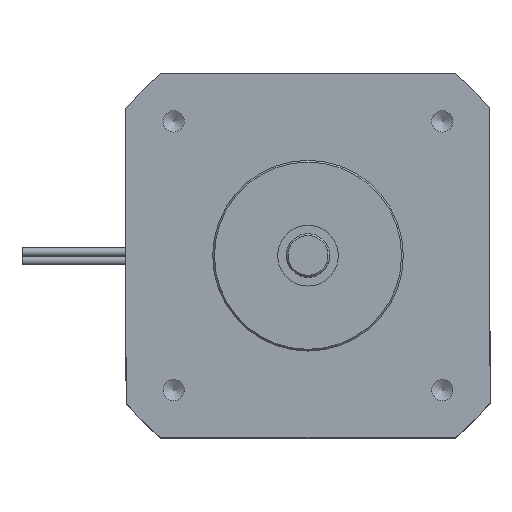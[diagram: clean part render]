
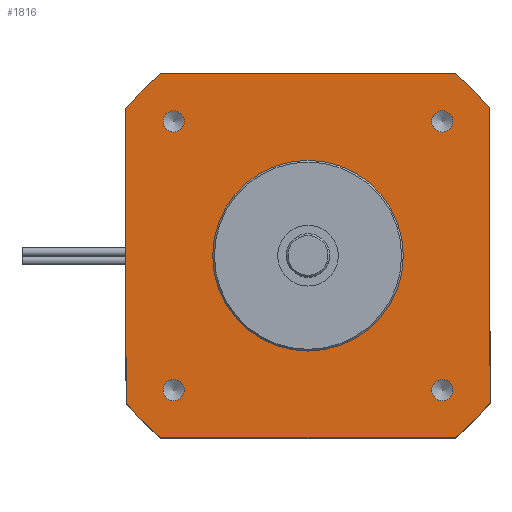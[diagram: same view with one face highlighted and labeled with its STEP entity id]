
A CAD part, top view. The second image highlights one B-rep face of the part: STEP entity #1816.
In plain terms, the highlighted planar face has unit normal (0, 0, 1).
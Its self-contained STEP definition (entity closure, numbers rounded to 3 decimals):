
#967=CARTESIAN_POINT('',(21.,16.971,10.2));
#968=VERTEX_POINT('',#967);
#975=CARTESIAN_POINT('',(21.0,-16.971,10.2));
#976=VERTEX_POINT('',#975);
#977=CARTESIAN_POINT('',(21.,16.971,10.2));
#978=DIRECTION('',(0.0,-1.0,0.0));
#979=VECTOR('',#978,33.941);
#980=LINE('',#977,#979);
#981=EDGE_CURVE('',#968,#976,#980,.T.);
#1123=CARTESIAN_POINT('',(-16.971,21.0,10.2));
#1124=VERTEX_POINT('',#1123);
#1131=CARTESIAN_POINT('',(16.971,21.,10.2));
#1132=VERTEX_POINT('',#1131);
#1133=CARTESIAN_POINT('',(-16.971,21.0,10.2));
#1134=DIRECTION('',(1.0,0.0,0.0));
#1135=VECTOR('',#1134,33.941);
#1136=LINE('',#1133,#1135);
#1137=EDGE_CURVE('',#1124,#1132,#1136,.T.);
#1182=CARTESIAN_POINT('',(11.0,0.,10.2));
#1183=VERTEX_POINT('',#1182);
#1184=CARTESIAN_POINT('',(0.0,0.0,10.2));
#1185=DIRECTION('',(0.0,0.0,-1.0));
#1186=DIRECTION('',(-1.0,0.0,0.0));
#1187=AXIS2_PLACEMENT_3D('',#1184,#1185,#1186);
#1188=CIRCLE('',#1187,11.0);
#1189=EDGE_CURVE('',#1183,#1183,#1188,.T.);
#1392=CARTESIAN_POINT('',(-16.73,-15.5,10.2));
#1393=VERTEX_POINT('',#1392);
#1394=CARTESIAN_POINT('',(-15.5,-15.5,10.2));
#1395=DIRECTION('',(0.0,0.0,-1.0));
#1396=DIRECTION('',(1.0,0.0,0.0));
#1397=AXIS2_PLACEMENT_3D('',#1394,#1395,#1396);
#1398=CIRCLE('',#1397,1.23);
#1399=EDGE_CURVE('',#1393,#1393,#1398,.T.);
#1471=CARTESIAN_POINT('',(14.271,-15.5,10.2));
#1472=VERTEX_POINT('',#1471);
#1473=CARTESIAN_POINT('',(15.5,-15.5,10.2));
#1474=DIRECTION('',(0.0,0.0,-1.0));
#1475=DIRECTION('',(1.0,0.0,0.0));
#1476=AXIS2_PLACEMENT_3D('',#1473,#1474,#1475);
#1477=CIRCLE('',#1476,1.23);
#1478=EDGE_CURVE('',#1472,#1472,#1477,.T.);
#1550=CARTESIAN_POINT('',(-16.729,15.5,10.2));
#1551=VERTEX_POINT('',#1550);
#1552=CARTESIAN_POINT('',(-15.5,15.5,10.2));
#1553=DIRECTION('',(0.0,0.0,-1.0));
#1554=DIRECTION('',(1.0,0.0,0.0));
#1555=AXIS2_PLACEMENT_3D('',#1552,#1553,#1554);
#1556=CIRCLE('',#1555,1.23);
#1557=EDGE_CURVE('',#1551,#1551,#1556,.T.);
#1629=CARTESIAN_POINT('',(14.271,15.5,10.2));
#1630=VERTEX_POINT('',#1629);
#1631=CARTESIAN_POINT('',(15.5,15.5,10.2));
#1632=DIRECTION('',(0.0,0.0,-1.0));
#1633=DIRECTION('',(1.0,0.0,0.0));
#1634=AXIS2_PLACEMENT_3D('',#1631,#1632,#1633);
#1635=CIRCLE('',#1634,1.23);
#1636=EDGE_CURVE('',#1630,#1630,#1635,.T.);
#1649=CARTESIAN_POINT('',(0.0,0.0,10.2));
#1650=DIRECTION('',(0.0,0.0,-1.0));
#1651=DIRECTION('',(0.778,0.629,0.0));
#1652=AXIS2_PLACEMENT_3D('',#1649,#1650,#1651);
#1653=CIRCLE('',#1652,27.);
#1654=EDGE_CURVE('',#1132,#968,#1653,.T.);
#1667=CARTESIAN_POINT('',(16.971,-21.,10.2));
#1668=VERTEX_POINT('',#1667);
#1669=CARTESIAN_POINT('',(0.0,0.0,10.2));
#1670=DIRECTION('',(0.0,0.0,-1.0));
#1671=DIRECTION('',(0.629,-0.778,0.0));
#1672=AXIS2_PLACEMENT_3D('',#1669,#1670,#1671);
#1673=CIRCLE('',#1672,27.0);
#1674=EDGE_CURVE('',#976,#1668,#1673,.T.);
#1695=CARTESIAN_POINT('',(-16.971,-21.0,10.2));
#1696=VERTEX_POINT('',#1695);
#1697=CARTESIAN_POINT('',(16.971,-21.,10.2));
#1698=DIRECTION('',(-1.0,0.0,0.0));
#1699=VECTOR('',#1698,33.941);
#1700=LINE('',#1697,#1699);
#1701=EDGE_CURVE('',#1668,#1696,#1700,.T.);
#1720=CARTESIAN_POINT('',(-21.,-16.971,10.2));
#1721=VERTEX_POINT('',#1720);
#1722=CARTESIAN_POINT('',(0.0,0.0,10.2));
#1723=DIRECTION('',(0.0,0.0,-1.));
#1724=DIRECTION('',(-0.778,-0.629,0.0));
#1725=AXIS2_PLACEMENT_3D('',#1722,#1723,#1724);
#1726=CIRCLE('',#1725,27.);
#1727=EDGE_CURVE('',#1696,#1721,#1726,.T.);
#1748=CARTESIAN_POINT('',(-21.,16.971,10.2));
#1749=VERTEX_POINT('',#1748);
#1750=CARTESIAN_POINT('',(-21.,-16.971,10.2));
#1751=DIRECTION('',(0.0,1.0,0.0));
#1752=VECTOR('',#1751,33.941);
#1753=LINE('',#1750,#1752);
#1754=EDGE_CURVE('',#1721,#1749,#1753,.T.);
#1773=CARTESIAN_POINT('',(0.0,0.0,10.2));
#1774=DIRECTION('',(0.0,0.0,-1.0));
#1775=DIRECTION('',(-0.629,0.778,0.0));
#1776=AXIS2_PLACEMENT_3D('',#1773,#1774,#1775);
#1777=CIRCLE('',#1776,27.0);
#1778=EDGE_CURVE('',#1749,#1124,#1777,.T.);
#1786=CARTESIAN_POINT('',(0.,0.,10.2));
#1787=DIRECTION('',(0.0,0.0,1.0));
#1788=DIRECTION('',(1.0,0.0,0.0));
#1789=AXIS2_PLACEMENT_3D('',#1786,#1787,#1788);
#1790=PLANE('',#1789);
#1791=ORIENTED_EDGE('',*,*,#1137,.F.);
#1792=ORIENTED_EDGE('',*,*,#1778,.F.);
#1793=ORIENTED_EDGE('',*,*,#1754,.F.);
#1794=ORIENTED_EDGE('',*,*,#1727,.F.);
#1795=ORIENTED_EDGE('',*,*,#1701,.F.);
#1796=ORIENTED_EDGE('',*,*,#1674,.F.);
#1797=ORIENTED_EDGE('',*,*,#981,.F.);
#1798=ORIENTED_EDGE('',*,*,#1654,.F.);
#1799=EDGE_LOOP('',(#1791,#1792,#1793,#1794,#1795,#1796,#1797,#1798));
#1800=FACE_OUTER_BOUND('',#1799,.T.);
#1801=ORIENTED_EDGE('',*,*,#1399,.T.);
#1802=EDGE_LOOP('',(#1801));
#1803=FACE_BOUND('',#1802,.T.);
#1804=ORIENTED_EDGE('',*,*,#1478,.T.);
#1805=EDGE_LOOP('',(#1804));
#1806=FACE_BOUND('',#1805,.T.);
#1807=ORIENTED_EDGE('',*,*,#1557,.T.);
#1808=EDGE_LOOP('',(#1807));
#1809=FACE_BOUND('',#1808,.T.);
#1810=ORIENTED_EDGE('',*,*,#1636,.T.);
#1811=EDGE_LOOP('',(#1810));
#1812=FACE_BOUND('',#1811,.T.);
#1813=ORIENTED_EDGE('',*,*,#1189,.T.);
#1814=EDGE_LOOP('',(#1813));
#1815=FACE_BOUND('',#1814,.T.);
#1816=ADVANCED_FACE('',(#1800,#1803,#1806,#1809,#1812,#1815),#1790,.T.);
